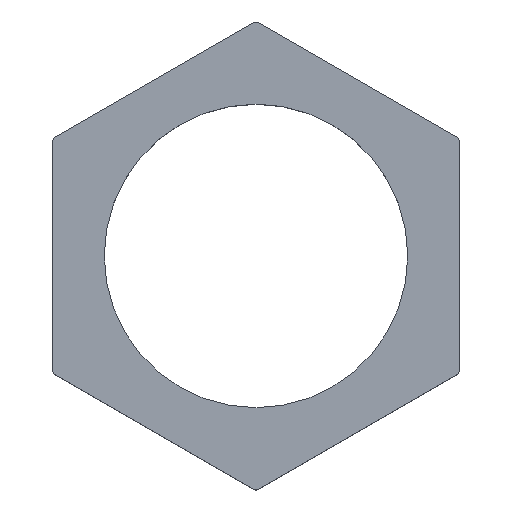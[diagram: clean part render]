
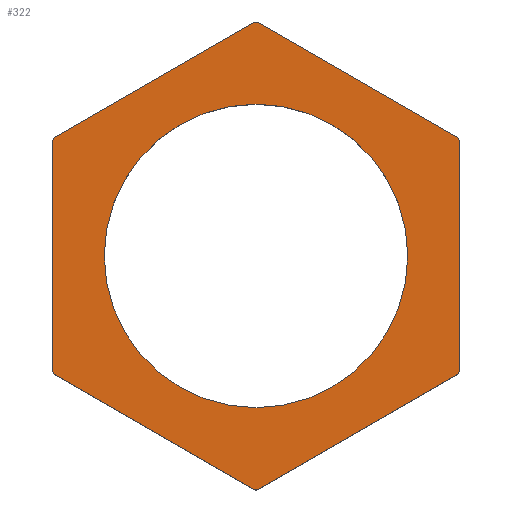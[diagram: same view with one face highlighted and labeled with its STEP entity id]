
A CAD part, top view. The second image highlights one B-rep face of the part: STEP entity #322.
In plain terms, the highlighted face is planar.
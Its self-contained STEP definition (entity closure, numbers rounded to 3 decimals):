
#69=VECTOR('',#401,1.);
#70=VECTOR('',#404,1.);
#71=VECTOR('',#407,1.);
#72=VECTOR('',#410,1.);
#73=VECTOR('',#413,1.);
#74=VECTOR('',#416,1.);
#95=LINE('',#494,#69);
#96=LINE('',#498,#70);
#97=LINE('',#502,#71);
#98=LINE('',#506,#72);
#99=LINE('',#510,#73);
#100=LINE('',#514,#74);
#129=VERTEX_POINT('',#488);
#130=VERTEX_POINT('',#489);
#131=VERTEX_POINT('',#492);
#132=VERTEX_POINT('',#493);
#133=VERTEX_POINT('',#495);
#134=VERTEX_POINT('',#497);
#135=VERTEX_POINT('',#499);
#136=VERTEX_POINT('',#501);
#137=VERTEX_POINT('',#503);
#138=VERTEX_POINT('',#505);
#139=VERTEX_POINT('',#507);
#140=VERTEX_POINT('',#509);
#141=VERTEX_POINT('',#511);
#142=VERTEX_POINT('',#513);
#151=CIRCLE('',#347,3.73);
#152=CIRCLE('',#348,3.73);
#153=CIRCLE('',#349,5.75);
#154=CIRCLE('',#350,5.75);
#155=CIRCLE('',#351,5.75);
#156=CIRCLE('',#352,5.75);
#157=CIRCLE('',#353,5.75);
#158=CIRCLE('',#354,5.75);
#173=EDGE_CURVE('',#129,#130,#151,.T.);
#174=EDGE_CURVE('',#130,#129,#152,.T.);
#175=EDGE_CURVE('',#131,#132,#153,.T.);
#176=EDGE_CURVE('',#131,#133,#95,.T.);
#177=EDGE_CURVE('',#134,#133,#154,.T.);
#178=EDGE_CURVE('',#134,#135,#96,.T.);
#179=EDGE_CURVE('',#136,#135,#155,.T.);
#180=EDGE_CURVE('',#136,#137,#97,.T.);
#181=EDGE_CURVE('',#138,#137,#156,.T.);
#182=EDGE_CURVE('',#138,#139,#98,.T.);
#183=EDGE_CURVE('',#140,#139,#157,.T.);
#184=EDGE_CURVE('',#140,#141,#99,.T.);
#185=EDGE_CURVE('',#142,#141,#158,.T.);
#186=EDGE_CURVE('',#142,#132,#100,.T.);
#215=ORIENTED_EDGE('',*,*,#173,.F.);
#216=ORIENTED_EDGE('',*,*,#174,.F.);
#217=ORIENTED_EDGE('',*,*,#175,.F.);
#218=ORIENTED_EDGE('',*,*,#176,.T.);
#219=ORIENTED_EDGE('',*,*,#177,.F.);
#220=ORIENTED_EDGE('',*,*,#178,.T.);
#221=ORIENTED_EDGE('',*,*,#179,.F.);
#222=ORIENTED_EDGE('',*,*,#180,.T.);
#223=ORIENTED_EDGE('',*,*,#181,.F.);
#224=ORIENTED_EDGE('',*,*,#182,.T.);
#225=ORIENTED_EDGE('',*,*,#183,.F.);
#226=ORIENTED_EDGE('',*,*,#184,.T.);
#227=ORIENTED_EDGE('',*,*,#185,.F.);
#228=ORIENTED_EDGE('',*,*,#186,.T.);
#287=EDGE_LOOP('',(#215,#216));
#288=EDGE_LOOP('',(#217,#218,#219,#220,#221,#222,#223,#224,#225,#226,#227,
#228));
#305=FACE_BOUND('',#287,.T.);
#306=FACE_BOUND('',#288,.T.);
#322=ADVANCED_FACE('',(#305,#306),#546,.T.);
#346=AXIS2_PLACEMENT_3D('',#486,#394,$);
#347=AXIS2_PLACEMENT_3D('',#487,#395,#396);
#348=AXIS2_PLACEMENT_3D('',#490,#397,#398);
#349=AXIS2_PLACEMENT_3D('',#491,#399,#400);
#350=AXIS2_PLACEMENT_3D('',#496,#402,#403);
#351=AXIS2_PLACEMENT_3D('',#500,#405,#406);
#352=AXIS2_PLACEMENT_3D('',#504,#408,#409);
#353=AXIS2_PLACEMENT_3D('',#508,#411,#412);
#354=AXIS2_PLACEMENT_3D('',#512,#414,#415);
#394=DIRECTION('',(-1.,0.,0.));
#395=DIRECTION('',(-1.,0.,0.));
#396=DIRECTION('',(0.,0.,3.73));
#397=DIRECTION('',(-1.,0.,0.));
#398=DIRECTION('',(0.,0.,3.73));
#399=DIRECTION('',(1.,0.,0.));
#400=DIRECTION('',(0.,0.,-5.75));
#401=DIRECTION('',(0.,-0.5,-0.866));
#402=DIRECTION('',(1.,0.,0.));
#403=DIRECTION('',(0.,0.,-5.75));
#404=DIRECTION('',(0.,-1.,0.));
#405=DIRECTION('',(1.,0.,0.));
#406=DIRECTION('',(0.,0.,-5.75));
#407=DIRECTION('',(0.,-0.5,0.866));
#408=DIRECTION('',(1.,0.,0.));
#409=DIRECTION('',(0.,0.,-5.75));
#410=DIRECTION('',(0.,0.5,0.866));
#411=DIRECTION('',(1.,0.,0.));
#412=DIRECTION('',(0.,0.,-5.75));
#413=DIRECTION('',(0.,1.,0.));
#414=DIRECTION('',(1.,0.,0.));
#415=DIRECTION('',(0.,0.,-5.75));
#416=DIRECTION('',(0.,0.5,-0.866));
#486=CARTESIAN_POINT('',(0.,0.,0.));
#487=CARTESIAN_POINT('',(0.,0.,0.));
#488=CARTESIAN_POINT('',(0.,0.,-3.73));
#489=CARTESIAN_POINT('',(0.,0.,3.73));
#490=CARTESIAN_POINT('',(0.,0.,0.));
#491=CARTESIAN_POINT('',(0.,0.,0.));
#492=CARTESIAN_POINT('',(0.,5.75,-0.041));
#493=CARTESIAN_POINT('',(0.,5.75,0.041));
#494=CARTESIAN_POINT('',(0.,5.75,-0.041));
#495=CARTESIAN_POINT('',(0.,2.91,-4.959));
#496=CARTESIAN_POINT('',(0.,0.,0.));
#497=CARTESIAN_POINT('',(0.,2.839,-5.));
#498=CARTESIAN_POINT('',(0.,2.839,-5.));
#499=CARTESIAN_POINT('',(0.,-2.839,-5.));
#500=CARTESIAN_POINT('',(0.,0.,0.));
#501=CARTESIAN_POINT('',(0.,-2.91,-4.959));
#502=CARTESIAN_POINT('',(0.,-2.91,-4.959));
#503=CARTESIAN_POINT('',(0.,-5.75,-0.041));
#504=CARTESIAN_POINT('',(0.,0.,0.));
#505=CARTESIAN_POINT('',(0.,-5.75,0.041));
#506=CARTESIAN_POINT('',(0.,-5.75,0.041));
#507=CARTESIAN_POINT('',(0.,-2.91,4.959));
#508=CARTESIAN_POINT('',(0.,0.,0.));
#509=CARTESIAN_POINT('',(0.,-2.839,5.));
#510=CARTESIAN_POINT('',(0.,-2.839,5.));
#511=CARTESIAN_POINT('',(0.,2.839,5.));
#512=CARTESIAN_POINT('',(0.,0.,0.));
#513=CARTESIAN_POINT('',(0.,2.91,4.959));
#514=CARTESIAN_POINT('',(0.,2.91,4.959));
#546=PLANE('',#346);
